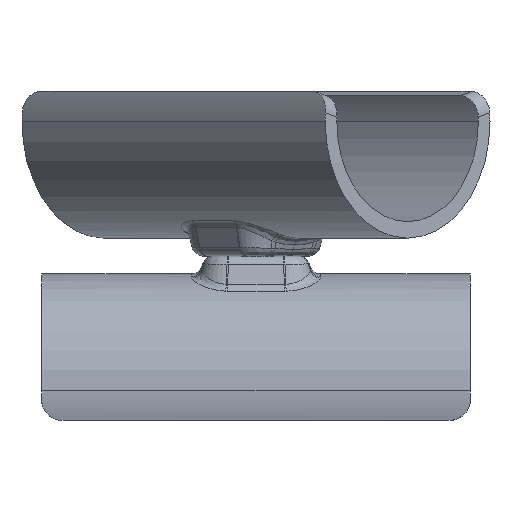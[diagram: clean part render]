
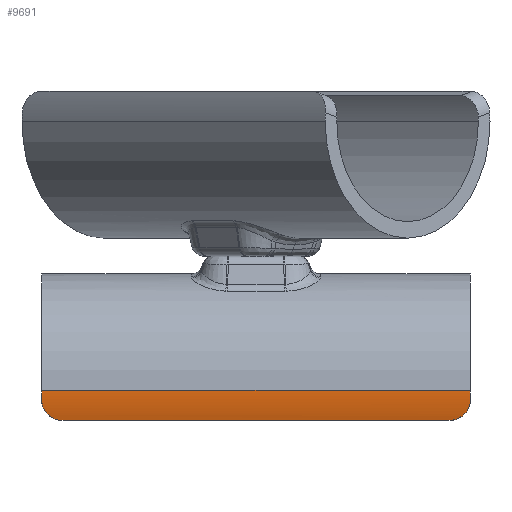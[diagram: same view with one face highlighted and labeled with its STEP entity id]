
A CAD part, left-side view. The second image highlights one B-rep face of the part: STEP entity #9691.
In plain terms, the highlighted cylindrical face has radius 16.3 mm (diameter 32.6 mm), a partial arc.
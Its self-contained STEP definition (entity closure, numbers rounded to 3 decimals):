
#58 = CARTESIAN_POINT ( 'NONE',  ( -15.927, -29.012, -3.466 ) ) ;
#146 = CARTESIAN_POINT ( 'NONE',  ( -16.219, -30., -1.684 ) ) ;
#600 = VERTEX_POINT ( 'NONE', #5926 ) ;
#946 = EDGE_CURVE ( 'NONE', #9399, #600, #11228, .T. ) ;
#968 = CARTESIAN_POINT ( 'NONE',  ( -16.061, -29.582, -2.785 ) ) ;
#1125 = CARTESIAN_POINT ( 'NONE',  ( 0., -30., 0. ) ) ;
#1387 = CARTESIAN_POINT ( 'NONE',  ( -15.838, -28.47, -3.854 ) ) ;
#1478 = CARTESIAN_POINT ( 'NONE',  ( -16.097, -29.697, -2.567 ) ) ;
#1676 = DIRECTION ( 'NONE',  ( 0., 1., 0. ) ) ;
#1750 = VERTEX_POINT ( 'NONE', #5253 ) ;
#2190 = VECTOR ( 'NONE', #10814, 1000. ) ;
#2311 = CARTESIAN_POINT ( 'NONE',  ( -16.11, 29.737, -2.483 ) ) ;
#2454 = ORIENTED_EDGE ( 'NONE', *, *, #7322, .T. ) ;
#2528 = DIRECTION ( 'NONE',  ( -0.997, 0., -0.077 ) ) ;
#3039 = EDGE_LOOP ( 'NONE', ( #4362, #15320, #8499, #2454, #12914, #14869 ) ) ;
#3392 = AXIS2_PLACEMENT_3D ( 'NONE', #15676, #7758, #3517 ) ;
#3517 = DIRECTION ( 'NONE',  ( 1., 0., 0. ) ) ;
#3605 = CARTESIAN_POINT ( 'NONE',  ( -15.969, -29.222, -3.27 ) ) ;
#3633 = CARTESIAN_POINT ( 'NONE',  ( -16.121, 29.77, -2.407 ) ) ;
#4024 = CARTESIAN_POINT ( 'NONE',  ( -15.749, -27.383, -4.201 ) ) ;
#4111 = CARTESIAN_POINT ( 'NONE',  ( -16.105, -29.723, -2.514 ) ) ;
#4167 = AXIS2_PLACEMENT_3D ( 'NONE', #11036, #1676, #15132 ) ;
#4203 = CARTESIAN_POINT ( 'NONE',  ( -15.745, -27., -4.219 ) ) ;
#4338 = CARTESIAN_POINT ( 'NONE',  ( -15.913, 28.941, -3.534 ) ) ;
#4362 = ORIENTED_EDGE ( 'NONE', *, *, #7197, .T. ) ;
#4977 = CARTESIAN_POINT ( 'NONE',  ( -16.178, 29.911, -1.991 ) ) ;
#5039 = CARTESIAN_POINT ( 'NONE',  ( -16.085, -29.661, -2.641 ) ) ;
#5253 = CARTESIAN_POINT ( 'NONE',  ( -15.745, 27., -4.219 ) ) ;
#5327 = CARTESIAN_POINT ( 'NONE',  ( -15.969, 29.216, -3.268 ) ) ;
#5447 = CARTESIAN_POINT ( 'NONE',  ( -15.935, -29.049, -3.432 ) ) ;
#5917 = VECTOR ( 'NONE', #14030, 1000. ) ;
#5926 = CARTESIAN_POINT ( 'NONE',  ( -16.3, 30., 0. ) ) ;
#6317 = CARTESIAN_POINT ( 'NONE',  ( -16.252, 30., -1.249 ) ) ;
#6610 = DIRECTION ( 'NONE',  ( 0., 1., 0. ) ) ;
#6739 = CARTESIAN_POINT ( 'NONE',  ( -15.745, 27.385, -4.219 ) ) ;
#6785 = CARTESIAN_POINT ( 'NONE',  ( -15.914, -28.939, -3.528 ) ) ;
#6833 = CARTESIAN_POINT ( 'NONE',  ( -15.817, 28.301, -3.939 ) ) ;
#6870 = CARTESIAN_POINT ( 'NONE',  ( -16.169, -29.911, -2.099 ) ) ;
#7197 = EDGE_CURVE ( 'NONE', #12430, #11751, #11934, .T. ) ;
#7322 = EDGE_CURVE ( 'NONE', #9399, #1750, #16254, .T. ) ;
#7675 = CYLINDRICAL_SURFACE ( 'NONE', #3392, 16.3 ) ;
#7758 = DIRECTION ( 'NONE',  ( 0., 1., 0. ) ) ;
#8130 = CARTESIAN_POINT ( 'NONE',  ( -16.011, 29.398, -3.055 ) ) ;
#8224 = VERTEX_POINT ( 'NONE', #14690 ) ;
#8315 = CARTESIAN_POINT ( 'NONE',  ( -16.3, -30., 0. ) ) ;
#8499 = ORIENTED_EDGE ( 'NONE', *, *, #946, .F. ) ;
#8508 = CARTESIAN_POINT ( 'NONE',  ( -15.745, -27., -4.219 ) ) ;
#8675 = CARTESIAN_POINT ( 'NONE',  ( -16.252, 30., -1.249 ) ) ;
#8989 = CARTESIAN_POINT ( 'NONE',  ( -15.997, -29.345, -3.13 ) ) ;
#9011 = CARTESIAN_POINT ( 'NONE',  ( -16.116, 29.754, -2.445 ) ) ;
#9071 = CARTESIAN_POINT ( 'NONE',  ( -15.768, -27.756, -4.131 ) ) ;
#9260 = B_SPLINE_CURVE_WITH_KNOTS ( 'NONE', 3,
 ( #4203, #15770, #4024, #9071, #13509, #14429, #1387, #12172, #10409, #15025, #6785, #58, #5447, #3605, #8989, #17197, #968, #5039, #1478, #10840, #4111, #9485, #6870, #146, #10924 ),
 .UNSPECIFIED., .F., .F.,
 ( 4, 2, 2, 2, 2, 2, 2, 2, 1, 1, 1, 2, 2, 4 ),
 ( 0., 0.125, 0.25, 0.375, 0.437, 0.469, 0.5, 0.625, 0.687, 0.719, 0.734, 0.742, 0.75, 1. ),
 .UNSPECIFIED. ) ;
#9399 = VERTEX_POINT ( 'NONE', #8675 ) ;
#9462 = LINE ( 'NONE', #16248, #2190 ) ;
#9485 = CARTESIAN_POINT ( 'NONE',  ( -16.106, -29.727, -2.504 ) ) ;
#9611 = CARTESIAN_POINT ( 'NONE',  ( -15.955, 29.151, -3.335 ) ) ;
#9691 = ADVANCED_FACE ( 'NONE', ( #14085 ), #7675, .T. ) ;
#9822 = LINE ( 'NONE', #8508, #5917 ) ;
#9933 = CARTESIAN_POINT ( 'NONE',  ( -16.252, -30., -1.249 ) ) ;
#10141 = EDGE_CURVE ( 'NONE', #8224, #1750, #9822, .T. ) ;
#10338 = CARTESIAN_POINT ( 'NONE',  ( -16.159, 29.869, -2.145 ) ) ;
#10409 = CARTESIAN_POINT ( 'NONE',  ( -15.887, -28.788, -3.647 ) ) ;
#10814 = DIRECTION ( 'NONE',  ( 0., 1., 0. ) ) ;
#10840 = CARTESIAN_POINT ( 'NONE',  ( -16.102, -29.713, -2.535 ) ) ;
#10924 = CARTESIAN_POINT ( 'NONE',  ( -16.252, -30., -1.249 ) ) ;
#10964 = CARTESIAN_POINT ( 'NONE',  ( -15.886, 28.79, -3.651 ) ) ;
#11036 = CARTESIAN_POINT ( 'NONE',  ( 0., 30., 0. ) ) ;
#11228 = CIRCLE ( 'NONE', #4167, 16.3 ) ;
#11435 = EDGE_CURVE ( 'NONE', #8224, #12430, #9260, .T. ) ;
#11694 = CARTESIAN_POINT ( 'NONE',  ( -16.235, 30., -1.467 ) ) ;
#11751 = VERTEX_POINT ( 'NONE', #8315 ) ;
#11934 = CIRCLE ( 'NONE', #14779, 16.3 ) ;
#12133 = CARTESIAN_POINT ( 'NONE',  ( -16.081, 29.653, -2.667 ) ) ;
#12172 = CARTESIAN_POINT ( 'NONE',  ( -15.874, -28.71, -3.702 ) ) ;
#12430 = VERTEX_POINT ( 'NONE', #9933 ) ;
#12914 = ORIENTED_EDGE ( 'NONE', *, *, #10141, .F. ) ;
#13509 = CARTESIAN_POINT ( 'NONE',  ( -15.782, -27.941, -4.078 ) ) ;
#13557 = CARTESIAN_POINT ( 'NONE',  ( -15.764, 27.759, -4.149 ) ) ;
#13602 = EDGE_CURVE ( 'NONE', #11751, #600, #9462, .T. ) ;
#13730 = CARTESIAN_POINT ( 'NONE',  ( -15.99, 29.311, -3.164 ) ) ;
#13820 = CARTESIAN_POINT ( 'NONE',  ( -15.838, 28.469, -3.854 ) ) ;
#14030 = DIRECTION ( 'NONE',  ( 0., 1., 0. ) ) ;
#14085 = FACE_OUTER_BOUND ( 'NONE', #3039, .T. ) ;
#14429 = CARTESIAN_POINT ( 'NONE',  ( -15.817, -28.3, -3.939 ) ) ;
#14451 = CARTESIAN_POINT ( 'NONE',  ( -16.112, 29.743, -2.469 ) ) ;
#14690 = CARTESIAN_POINT ( 'NONE',  ( -15.745, -27., -4.219 ) ) ;
#14779 = AXIS2_PLACEMENT_3D ( 'NONE', #1125, #6610, #2528 ) ;
#14802 = CARTESIAN_POINT ( 'NONE',  ( -15.948, 29.119, -3.367 ) ) ;
#14869 = ORIENTED_EDGE ( 'NONE', *, *, #11435, .T. ) ;
#14980 = CARTESIAN_POINT ( 'NONE',  ( -16.053, 29.56, -2.828 ) ) ;
#15025 = CARTESIAN_POINT ( 'NONE',  ( -15.907, -28.902, -3.559 ) ) ;
#15132 = DIRECTION ( 'NONE',  ( -0.997, 0., -0.077 ) ) ;
#15154 = CARTESIAN_POINT ( 'NONE',  ( -15.745, 27., -4.219 ) ) ;
#15320 = ORIENTED_EDGE ( 'NONE', *, *, #13602, .T. ) ;
#15676 = CARTESIAN_POINT ( 'NONE',  ( 0., -30., 0. ) ) ;
#15770 = CARTESIAN_POINT ( 'NONE',  ( -15.745, -27.193, -4.219 ) ) ;
#15799 = CARTESIAN_POINT ( 'NONE',  ( -16.134, 29.805, -2.32 ) ) ;
#16248 = CARTESIAN_POINT ( 'NONE',  ( -16.3, -30., 0. ) ) ;
#16254 = B_SPLINE_CURVE_WITH_KNOTS ( 'NONE', 3,
 ( #6317, #11694, #17132, #4977, #10338, #15799, #3633, #9011, #14451, #2311, #12133, #14980, #8130, #13730, #5327, #9611, #14802, #4338, #10964, #13820, #6833, #13557, #6739, #15154 ),
 .UNSPECIFIED., .F., .F.,
 ( 4, 2, 1, 1, 1, 2, 2, 2, 1, 2, 2, 2, 2, 4 ),
 ( 0., 0.125, 0.188, 0.219, 0.234, 0.242, 0.25, 0.375, 0.438, 0.469, 0.5, 0.625, 0.75, 1. ),
 .UNSPECIFIED. ) ;
#17132 = CARTESIAN_POINT ( 'NONE',  ( -16.215, 29.978, -1.68 ) ) ;
#17197 = CARTESIAN_POINT ( 'NONE',  ( -16.04, -29.507, -2.903 ) ) ;
